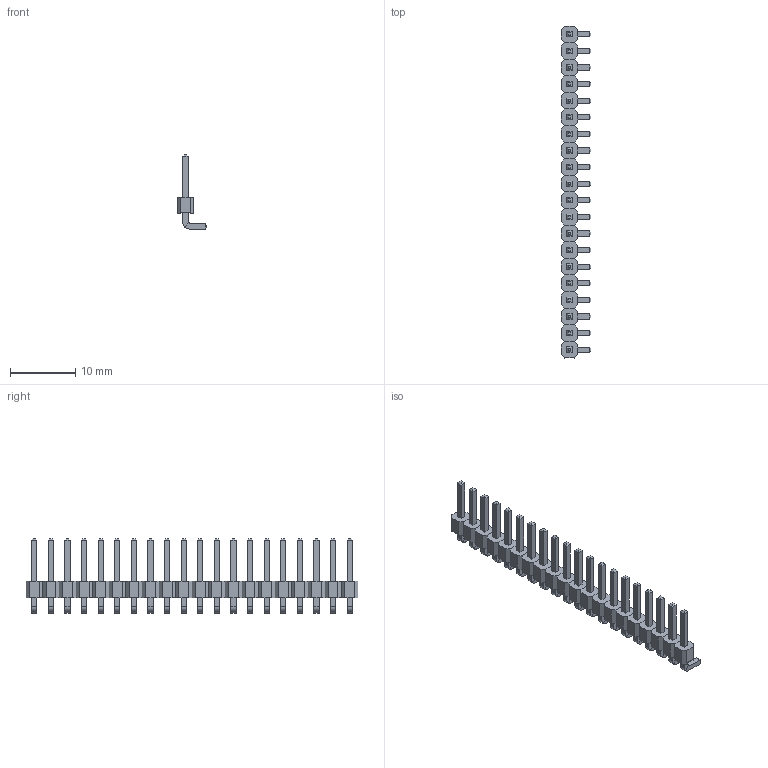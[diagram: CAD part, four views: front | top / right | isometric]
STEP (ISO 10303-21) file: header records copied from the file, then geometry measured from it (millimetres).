
FILE_DESCRIPTION(('FreeCAD Model'),'2;1');
FILE_NAME( '1x20_90.stp', '2015-04-12T21:00:36',('FreeCAD'),('FreeCAD'), 'Open CASCADE STEP processor 6.7','FreeCAD','Unknown');
FILE_SCHEMA(('AUTOMOTIVE_DESIGN_CC2 { 1 2 10303 214 -1 1 5 4 }'));
Length unit declared in the file: millimetre
Products named in the file (2): Array001; Array
Bounding box: 4.54 x 50.8 x 11.34 mm (x, y, z)
Volume: 432.3 mm3; surface area: 1723.8 mm2
Topology: 40 solids, 40 shells, 760 faces, 1800 edges, 1120 vertices
Faces by surface type: plane 720, cylinder 40
Entity records: 45070 total; most frequent: CARTESIAN_POINT 7961, DIRECTION 6802, LINE 4880, VECTOR 4880, ORIENTED_EDGE 3600, PCURVE 3600, DEFINITIONAL_REPRESENTATION 3600, EDGE_CURVE 1800
